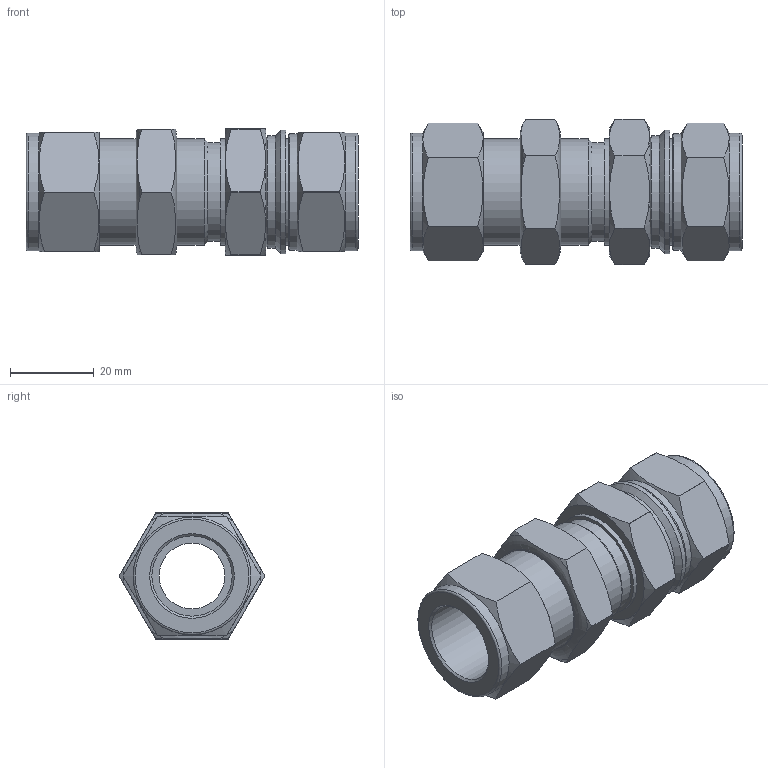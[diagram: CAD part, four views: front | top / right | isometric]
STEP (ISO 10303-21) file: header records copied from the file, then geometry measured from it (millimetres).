
FILE_DESCRIPTION(/* description */ (''),/* implementation_level */ '2;1');
FILE_NAME(/* name */ 'SBHUI-12.stp',/* time_stamp */ '2022-04-22T16:16:28+09:00',/* author */ ('user'),/* organization */ (''),/* preprocessor_version */ 'ST-DEVELOPER v18.1',/* originating_system */ 'Autodesk Inventor 2022',/* authorisation */ '');
FILE_SCHEMA (('AUTOMOTIVE_DESIGN { 1 0 10303 214 3 1 1 }'));
Length unit declared in the file: millimetre
Products named in the file (1): SBHUI-12
Bounding box: 79.48 x 34.83 x 30.2 mm (x, y, z)
Volume: 31402 mm3; surface area: 15082.3 mm2
Topology: 1 solids, 1 shells, 90 faces, 213 edges, 137 vertices
Faces by surface type: plane 38, cylinder 27, cone 20, torus 5
Full cylindrical faces by diameter (mm): 15.75 x1, 19.25 x2, 23.7 x2, 24.2 x1, 25.4 x4, 26.9 x1, 27.8 x1, 28.2 x2, 29.5 x1
Entity records: 2639 total; most frequent: CARTESIAN_POINT 604, ORIENTED_EDGE 426, DIRECTION 419, EDGE_CURVE 213, AXIS2_PLACEMENT_3D 177, VERTEX_POINT 137, EDGE_LOOP 104, FACE_OUTER_BOUND 90
